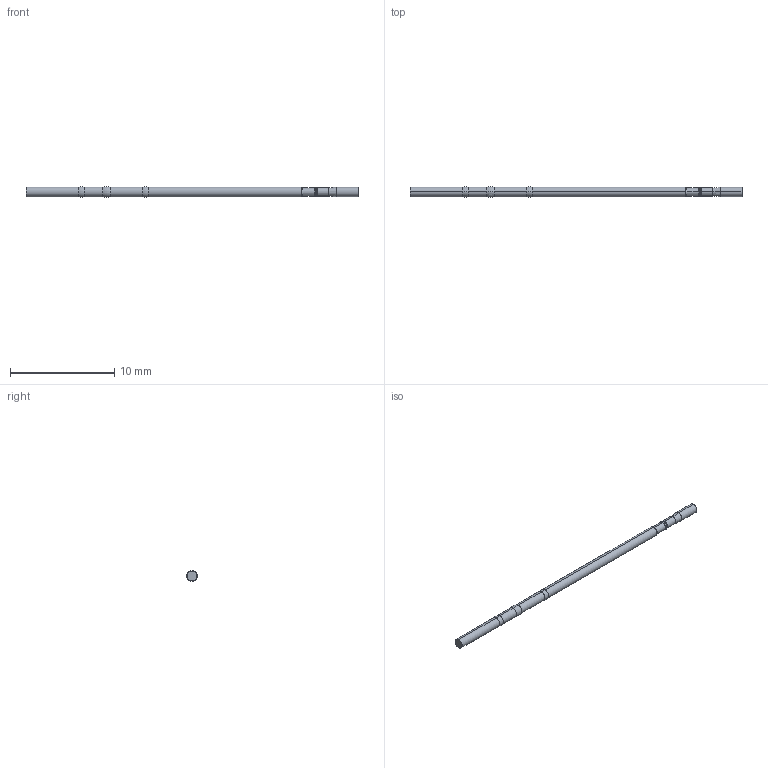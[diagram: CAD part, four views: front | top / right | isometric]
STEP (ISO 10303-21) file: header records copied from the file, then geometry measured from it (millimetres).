
FILE_DESCRIPTION (( 'STEP AP214' ), '1' );
FILE_NAME ('050-STB255P-_.STEP', '2012-10-22T18:52:27', ( 'Authorized User' ), ( '' ), 'SwSTEP 2.0', 'SolidWorks 2012', '' );
FILE_SCHEMA (( 'AUTOMOTIVE_DESIGN' ));
Length unit declared in the file: inch
Products named in the file (1): 050-STB255P-_
Bounding box: 31.83 x 1.05 x 1.05 mm (x, y, z)
Volume: 22 mm3; surface area: 95.3 mm2
Topology: 1 solids, 1 shells, 34 faces, 66 edges, 34 vertices
Faces by surface type: cylinder 14, cone 10, torus 8, plane 2
Entity records: 892 total; most frequent: DIRECTION 178, CARTESIAN_POINT 135, ORIENTED_EDGE 132, AXIS2_PLACEMENT_3D 77, EDGE_CURVE 66, CIRCLE 42, FACE_OUTER_BOUND 34, VERTEX_POINT 34
